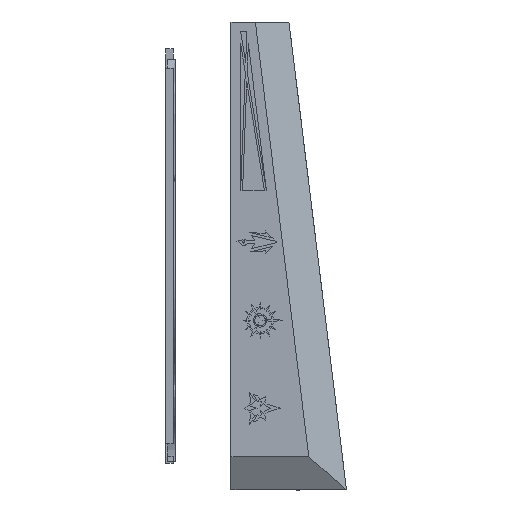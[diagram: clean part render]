
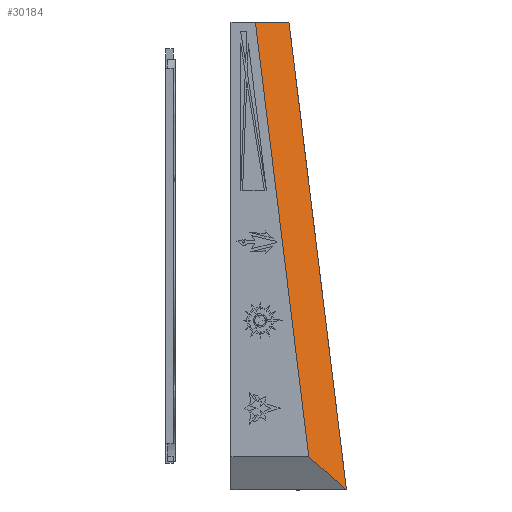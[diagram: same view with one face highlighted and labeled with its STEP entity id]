
A CAD part, left-side view. The second image highlights one B-rep face of the part: STEP entity #30184.
In plain terms, the highlighted planar face has unit normal (-0.866, -0.496, 0.061).
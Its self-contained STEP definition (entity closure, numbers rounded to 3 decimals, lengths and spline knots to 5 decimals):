
#3828=ORIENTED_EDGE('',*,*,#13088,.F.);
#3829=ORIENTED_EDGE('',*,*,#12963,.F.);
#3830=ORIENTED_EDGE('',*,*,#13114,.F.);
#3831=ORIENTED_EDGE('',*,*,#12417,.F.);
#12417=EDGE_CURVE('',#17090,#17091,#20217,.T.);
#12963=EDGE_CURVE('',#17624,#17625,#20414,.T.);
#13088=EDGE_CURVE('',#17625,#17090,#20517,.T.);
#13114=EDGE_CURVE('',#17091,#17624,#20536,.T.);
#17090=VERTEX_POINT('',#41165);
#17091=VERTEX_POINT('',#41167);
#17624=VERTEX_POINT('',#42639);
#17625=VERTEX_POINT('',#42641);
#20217=LINE('',#41166,#22960);
#20414=LINE('',#42640,#23157);
#20517=LINE('',#42903,#23260);
#20536=LINE('',#42958,#23279);
#22960=VECTOR('',#34590,1.);
#23157=VECTOR('',#35119,1.);
#23260=VECTOR('',#35264,1.);
#23279=VECTOR('',#35305,1.);
#25758=EDGE_LOOP('',(#3828,#3829,#3830,#3831));
#27620=FACE_BOUND('',#25758,.T.);
#29432=PLANE('',#32842);
#30184=ADVANCED_FACE('',(#27620),#29432,.T.);
#32842=AXIS2_PLACEMENT_3D('',#42957,#35303,#35304);
#34590=DIRECTION('',(0.,-0.122,-0.993));
#35119=DIRECTION('',(0.,0.122,0.993));
#35264=DIRECTION('',(0.497,-0.868,0.));
#35303=DIRECTION('',(-0.866,-0.496,0.061));
#35304=DIRECTION('',(0.,0.122,0.993));
#35305=DIRECTION('',(-0.357,0.7,0.619));
#41165=CARTESIAN_POINT('',(-0.17845,-0.01707,0.05963));
#41166=CARTESIAN_POINT('',(-0.17845,-0.032,-0.06198));
#41167=CARTESIAN_POINT('',(-0.17845,-0.032,-0.06198));
#42639=CARTESIAN_POINT('',(-0.18345,-0.02221,-0.05331));
#42640=CARTESIAN_POINT('',(-0.18345,-0.00847,0.05857));
#42641=CARTESIAN_POINT('',(-0.18345,-0.00834,0.05963));
#42903=CARTESIAN_POINT('',(-0.14829,-0.06971,0.05963));
#42957=CARTESIAN_POINT('',(-0.17845,-0.02453,-0.00117));
#42958=CARTESIAN_POINT('',(-0.19376,-0.00203,-0.03546));
